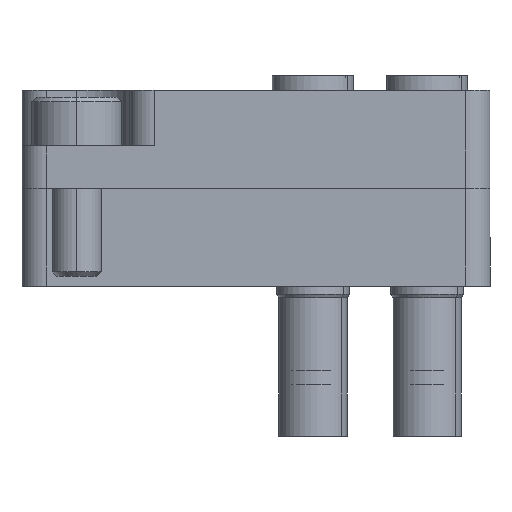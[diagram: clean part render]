
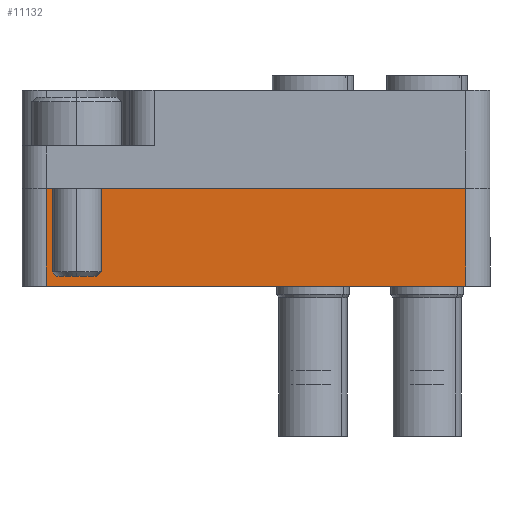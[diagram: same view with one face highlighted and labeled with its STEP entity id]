
A CAD part, front view. The second image highlights one B-rep face of the part: STEP entity #11132.
In plain terms, the highlighted face is planar.
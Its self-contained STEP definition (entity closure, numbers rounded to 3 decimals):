
#330 = VERTEX_POINT ( 'NONE', #7420 ) ;
#536 = CARTESIAN_POINT ( 'NONE',  ( 22., -6., -12.85 ) ) ;
#961 = EDGE_CURVE ( 'NONE', #10802, #7285, #18921, .T. ) ;
#1413 = DIRECTION ( 'NONE',  ( 0., 1., 0. ) ) ;
#1524 = LINE ( 'NONE', #11233, #4533 ) ;
#2907 = CARTESIAN_POINT ( 'NONE',  ( 22., 0., 12.85 ) ) ;
#3545 = VECTOR ( 'NONE', #15910, 1000. ) ;
#3812 = EDGE_CURVE ( 'NONE', #14460, #7285, #19773, .T. ) ;
#3986 = LINE ( 'NONE', #17039, #14867 ) ;
#4533 = VECTOR ( 'NONE', #1413, 1000. ) ;
#5965 = EDGE_CURVE ( 'NONE', #330, #14460, #3986, .T. ) ;
#6056 = ORIENTED_EDGE ( 'NONE', *, *, #11326, .T. ) ;
#7285 = VERTEX_POINT ( 'NONE', #14740 ) ;
#7420 = CARTESIAN_POINT ( 'NONE',  ( 22., 0., -12.85 ) ) ;
#8623 = CARTESIAN_POINT ( 'NONE',  ( 22., -6., 12.85 ) ) ;
#9113 = DIRECTION ( 'NONE',  ( 0., 0., 1. ) ) ;
#10113 = AXIS2_PLACEMENT_3D ( 'NONE', #19508, #16600, #13454 ) ;
#10802 = VERTEX_POINT ( 'NONE', #536 ) ;
#11132 = ADVANCED_FACE ( 'NONE', ( #13352 ), #18149, .F. ) ;
#11233 = CARTESIAN_POINT ( 'NONE',  ( 22., 0., -12.85 ) ) ;
#11326 = EDGE_CURVE ( 'NONE', #10802, #330, #1524, .T. ) ;
#12867 = ORIENTED_EDGE ( 'NONE', *, *, #961, .F. ) ;
#13183 = ORIENTED_EDGE ( 'NONE', *, *, #3812, .T. ) ;
#13352 = FACE_OUTER_BOUND ( 'NONE', #16697, .T. ) ;
#13454 = DIRECTION ( 'NONE',  ( 0., 0., 1. ) ) ;
#14460 = VERTEX_POINT ( 'NONE', #2907 ) ;
#14740 = CARTESIAN_POINT ( 'NONE',  ( 22., -6., 12.85 ) ) ;
#14867 = VECTOR ( 'NONE', #9113, 1000. ) ;
#15910 = DIRECTION ( 'NONE',  ( 0., 0., 1. ) ) ;
#16600 = DIRECTION ( 'NONE',  ( -1., 0., 0. ) ) ;
#16697 = EDGE_LOOP ( 'NONE', ( #12867, #6056, #18041, #13183 ) ) ;
#16954 = CARTESIAN_POINT ( 'NONE',  ( 22., -6., 14.35 ) ) ;
#17039 = CARTESIAN_POINT ( 'NONE',  ( 22., 0., 14.35 ) ) ;
#18041 = ORIENTED_EDGE ( 'NONE', *, *, #5965, .T. ) ;
#18149 = PLANE ( 'NONE',  #10113 ) ;
#18307 = DIRECTION ( 'NONE',  ( 0., -1., 0. ) ) ;
#18921 = LINE ( 'NONE', #16954, #3545 ) ;
#19508 = CARTESIAN_POINT ( 'NONE',  ( 22., -6., 14.35 ) ) ;
#19773 = LINE ( 'NONE', #8623, #19960 ) ;
#19960 = VECTOR ( 'NONE', #18307, 1000. ) ;
